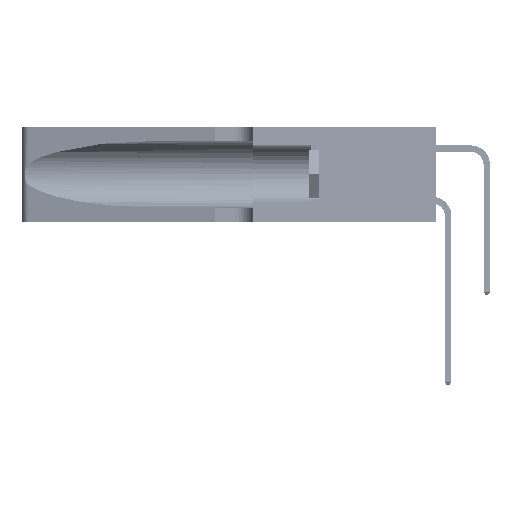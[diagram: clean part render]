
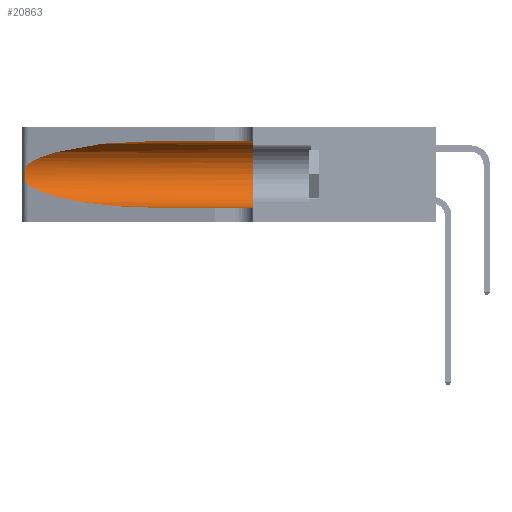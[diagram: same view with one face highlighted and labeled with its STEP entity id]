
A CAD part, left-side view. The second image highlights one B-rep face of the part: STEP entity #20863.
In plain terms, the highlighted cylindrical face has radius 3.308 mm (diameter 6.617 mm), a partial arc.
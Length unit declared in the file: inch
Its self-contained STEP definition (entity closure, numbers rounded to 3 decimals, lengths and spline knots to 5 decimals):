
#637 = CARTESIAN_POINT ( 'NONE',  ( 0.1305, 0.35, 0.31525 ) ) ;
#2097 = VERTEX_POINT ( 'NONE', #637 ) ;
#3086 = DIRECTION ( 'NONE',  ( 0., 0., 1. ) ) ;
#3403 = CARTESIAN_POINT ( 'NONE',  ( 0.1305, 0.35, 0.185 ) ) ;
#3692 = CARTESIAN_POINT ( 'NONE',  ( 0.25555, 1.22994, 0.2215 ) ) ;
#3851 = CARTESIAN_POINT ( 'NONE',  ( 0.25487, 1.22718, 0.14631 ) ) ;
#4423 = EDGE_CURVE ( 'NONE', #46888, #24052, #35013, .T. ) ;
#4712 = DIRECTION ( 'NONE',  ( 0., -1., 0. ) ) ;
#6134 = CARTESIAN_POINT ( 'NONE',  ( 0.1305, 0.72297, 0.31525 ) ) ;
#7527 = CARTESIAN_POINT ( 'NONE',  ( 0.18966, 0.96281, 0.05475 ) ) ;
#8644 = CYLINDRICAL_SURFACE ( 'NONE', #34820, 0.13025 ) ;
#8946 = VECTOR ( 'NONE', #11586, 39.37008 ) ;
#9035 = EDGE_CURVE ( 'NONE', #26996, #2097, #35818, .T. ) ;
#9349 = CARTESIAN_POINT ( 'NONE',  ( 0.18966, 0.96281, 0.31525 ) ) ;
#9578 = EDGE_LOOP ( 'NONE', ( #46392, #39944, #39608, #33572, #29015, #45673 ) ) ;
#11586 = DIRECTION ( 'NONE',  ( 0., -1., 0. ) ) ;
#13838 = FACE_OUTER_BOUND ( 'NONE', #9578, .T. ) ;
#14528 = CARTESIAN_POINT ( 'NONE',  ( 0.1305, 1.61858, 0.05475 ) ) ;
#17319 = AXIS2_PLACEMENT_3D ( 'NONE', #3403, #25297, #3086 ) ;
#18298 = CARTESIAN_POINT ( 'NONE',  ( 0.25639, 1.23184, 0.21858 ) ) ;
#18935 = CARTESIAN_POINT ( 'NONE',  ( 0.25787, 1.23484, 0.2124 ) ) ;
#19856 = CARTESIAN_POINT ( 'NONE',  ( 0.1305, 0.35, 0.05475 ) ) ;
#20863 = ADVANCED_FACE ( 'NONE', ( #13838 ), #8644, .F. ) ;
#22011 = CARTESIAN_POINT ( 'NONE',  ( 0.26018, 1.23835, 0.19895 ) ) ;
#22058 =( BOUNDED_CURVE ( )  B_SPLINE_CURVE ( 3, ( #29238, #25822, #7527, #29078 ),
 .UNSPECIFIED., .F., .F. ) 
 B_SPLINE_CURVE_WITH_KNOTS ( ( 4, 4 ),
 ( 3.44316, 4.71239 ),
 .UNSPECIFIED. ) 
 CURVE ( )  GEOMETRIC_REPRESENTATION_ITEM ( )  RATIONAL_B_SPLINE_CURVE ( ( 1., 0.87, 0.87, 1. ) ) 
 REPRESENTATION_ITEM ( '' )  );
#22337 = CARTESIAN_POINT ( 'NONE',  ( 0.25856, 1.23593, 0.16098 ) ) ;
#22637 = DIRECTION ( 'NONE',  ( 0., 0., -1. ) ) ;
#22663 = CARTESIAN_POINT ( 'NONE',  ( 0.26017, 1.23833, 0.17102 ) ) ;
#23492 = CARTESIAN_POINT ( 'NONE',  ( 0.25487, 1.22718, 0.22369 ) ) ;
#24052 = VERTEX_POINT ( 'NONE', #19856 ) ;
#25297 = DIRECTION ( 'NONE',  ( 0., 1., 0. ) ) ;
#25822 = CARTESIAN_POINT ( 'NONE',  ( 0.2373, 1.15595, 0.08982 ) ) ;
#25866 = CARTESIAN_POINT ( 'NONE',  ( 0.1305, 1.61858, 0.185 ) ) ;
#26286 = EDGE_CURVE ( 'NONE', #2097, #24052, #47897, .T. ) ;
#26372 = CARTESIAN_POINT ( 'NONE',  ( 0.25555, 1.22993, 0.14849 ) ) ;
#26996 = VERTEX_POINT ( 'NONE', #32996 ) ;
#27821 = VERTEX_POINT ( 'NONE', #36828 ) ;
#29015 = ORIENTED_EDGE ( 'NONE', *, *, #26286, .F. ) ;
#29078 = CARTESIAN_POINT ( 'NONE',  ( 0.1305, 0.72297, 0.05475 ) ) ;
#29238 = CARTESIAN_POINT ( 'NONE',  ( 0.25487, 1.22718, 0.14631 ) ) ;
#29268 = VERTEX_POINT ( 'NONE', #23492 ) ;
#29935 = CARTESIAN_POINT ( 'NONE',  ( 0.26075, 1.23896, 0.19203 ) ) ;
#31285 =( BOUNDED_CURVE ( )  B_SPLINE_CURVE ( 3, ( #6134, #9349, #42404, #35267 ),
 .UNSPECIFIED., .F., .F. ) 
 B_SPLINE_CURVE_WITH_KNOTS ( ( 4, 4 ),
 ( 1.5708, 2.84003 ),
 .UNSPECIFIED. ) 
 CURVE ( )  GEOMETRIC_REPRESENTATION_ITEM ( )  RATIONAL_B_SPLINE_CURVE ( ( 1., 0.87, 0.87, 1. ) ) 
 REPRESENTATION_ITEM ( '' )  );
#32996 = CARTESIAN_POINT ( 'NONE',  ( 0.1305, 0.72297, 0.31525 ) ) ;
#33572 = ORIENTED_EDGE ( 'NONE', *, *, #4423, .T. ) ;
#34820 = AXIS2_PLACEMENT_3D ( 'NONE', #25866, #44783, #22637 ) ;
#35013 = LINE ( 'NONE', #14528, #8946 ) ;
#35267 = CARTESIAN_POINT ( 'NONE',  ( 0.25487, 1.22718, 0.22369 ) ) ;
#35818 = LINE ( 'NONE', #45350, #47398 ) ;
#36743 = CARTESIAN_POINT ( 'NONE',  ( 0.25639, 1.23186, 0.15144 ) ) ;
#36828 = CARTESIAN_POINT ( 'NONE',  ( 0.25487, 1.22718, 0.14631 ) ) ;
#38034 = EDGE_CURVE ( 'NONE', #27821, #46888, #22058, .T. ) ;
#39388 = EDGE_CURVE ( 'NONE', #29268, #27821, #39858, .T. ) ;
#39608 = ORIENTED_EDGE ( 'NONE', *, *, #38034, .T. ) ;
#39858 = B_SPLINE_CURVE_WITH_KNOTS ( 'NONE', 3,
 ( #40783, #3692, #18298, #18935, #44162, #22011, #29935, #47903, #22663, #22337, #44481, #36743, #26372, #3851 ),
 .UNSPECIFIED., .F., .F.,
 ( 4, 2, 2, 2, 2, 2, 4 ),
 ( 0., 0.00027, 0.00053, 0.00107, 0.0016, 0.00187, 0.00214 ),
 .UNSPECIFIED. ) ;
#39944 = ORIENTED_EDGE ( 'NONE', *, *, #39388, .T. ) ;
#40783 = CARTESIAN_POINT ( 'NONE',  ( 0.25487, 1.22718, 0.22369 ) ) ;
#41427 = CARTESIAN_POINT ( 'NONE',  ( 0.1305, 0.72297, 0.05475 ) ) ;
#41591 = EDGE_CURVE ( 'NONE', #26996, #29268, #31285, .T. ) ;
#42404 = CARTESIAN_POINT ( 'NONE',  ( 0.2373, 1.15595, 0.28018 ) ) ;
#44162 = CARTESIAN_POINT ( 'NONE',  ( 0.25854, 1.2359, 0.20912 ) ) ;
#44481 = CARTESIAN_POINT ( 'NONE',  ( 0.25789, 1.23486, 0.15765 ) ) ;
#44783 = DIRECTION ( 'NONE',  ( 0., -1., 0. ) ) ;
#45350 = CARTESIAN_POINT ( 'NONE',  ( 0.1305, 1.61858, 0.31525 ) ) ;
#45673 = ORIENTED_EDGE ( 'NONE', *, *, #9035, .F. ) ;
#46392 = ORIENTED_EDGE ( 'NONE', *, *, #41591, .T. ) ;
#46888 = VERTEX_POINT ( 'NONE', #41427 ) ;
#47398 = VECTOR ( 'NONE', #4712, 39.37008 ) ;
#47897 = CIRCLE ( 'NONE', #17319, 0.13025 ) ;
#47903 = CARTESIAN_POINT ( 'NONE',  ( 0.26075, 1.23896, 0.178 ) ) ;
